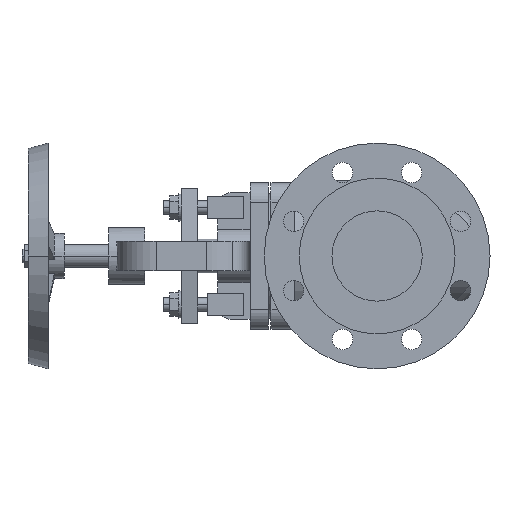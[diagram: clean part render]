
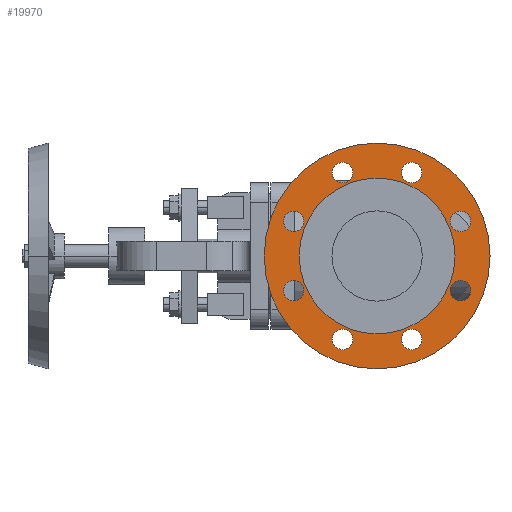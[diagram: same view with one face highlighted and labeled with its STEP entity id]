
A CAD part, left-side view. The second image highlights one B-rep face of the part: STEP entity #19970.
In plain terms, the highlighted planar face has unit normal (-1, 0, 0).
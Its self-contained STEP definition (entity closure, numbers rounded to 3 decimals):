
#9590=CARTESIAN_POINT('',(3.,0.,-100.));
#9600=VERTEX_POINT('',#9590);
#9630=CARTESIAN_POINT('',(3.,0.,0.));
#9640=DIRECTION('',(1.,0.,0.));
#9650=DIRECTION('',(0.,0.,-1.));
#9660=AXIS2_PLACEMENT_3D('',#9630,#9640,#9650);
#9670=CIRCLE('',#9660,100.);
#9680=CARTESIAN_POINT('',(3.,0.,100.));
#9690=VERTEX_POINT('',#9680);
#9700=EDGE_CURVE('',#9690,#9600,#9670,.T.);
#10010=CARTESIAN_POINT('',(3.,30.615,-64.91));
#10020=VERTEX_POINT('',#10010);
#10050=CARTESIAN_POINT('',(3.,30.615,-73.91));
#10060=DIRECTION('',(-1.,0.,0.));
#10070=DIRECTION('',(0.,0.,-1.));
#10080=AXIS2_PLACEMENT_3D('',#10050,#10060,#10070);
#10090=CIRCLE('',#10080,9.);
#10100=CARTESIAN_POINT('',(3.,30.615,-82.91));
#10110=VERTEX_POINT('',#10100);
#10120=EDGE_CURVE('',#10110,#10020,#10090,.T.);
#10430=CARTESIAN_POINT('',(3.,-30.615,-64.91));
#10440=VERTEX_POINT('',#10430);
#10600=CARTESIAN_POINT('',(3.,-30.615,-82.91));
#10610=VERTEX_POINT('',#10600);
#10640=CARTESIAN_POINT('',(3.,-30.615,-73.91));
#10650=DIRECTION('',(-1.,0.,0.));
#10660=DIRECTION('',(0.,0.,-1.));
#10670=AXIS2_PLACEMENT_3D('',#10640,#10650,#10660);
#10680=CIRCLE('',#10670,9.);
#10690=EDGE_CURVE('',#10440,#10610,#10680,.T.);
#10850=CARTESIAN_POINT('',(3.,73.91,-21.615));
#10860=VERTEX_POINT('',#10850);
#10890=CARTESIAN_POINT('',(3.,73.91,-30.615));
#10900=DIRECTION('',(-1.,0.,0.));
#10910=DIRECTION('',(0.,0.,-1.));
#10920=AXIS2_PLACEMENT_3D('',#10890,#10900,#10910);
#10930=CIRCLE('',#10920,9.);
#10940=CARTESIAN_POINT('',(3.,73.91,-39.615));
#10950=VERTEX_POINT('',#10940);
#10960=EDGE_CURVE('',#10950,#10860,#10930,.T.);
#11270=CARTESIAN_POINT('',(3.,-73.91,-21.615));
#11280=VERTEX_POINT('',#11270);
#11310=CARTESIAN_POINT('',(3.,-73.91,-30.615));
#11320=DIRECTION('',(-1.,0.,0.));
#11330=DIRECTION('',(0.,0.,-1.));
#11340=AXIS2_PLACEMENT_3D('',#11310,#11320,#11330);
#11350=CIRCLE('',#11340,9.);
#11360=CARTESIAN_POINT('',(3.,-73.91,-39.615));
#11370=VERTEX_POINT('',#11360);
#11380=EDGE_CURVE('',#11370,#11280,#11350,.T.);
#11690=CARTESIAN_POINT('',(3.,73.91,39.615));
#11700=VERTEX_POINT('',#11690);
#11730=CARTESIAN_POINT('',(3.,73.91,30.615));
#11740=DIRECTION('',(-1.,0.,0.));
#11750=DIRECTION('',(0.,0.,-1.));
#11760=AXIS2_PLACEMENT_3D('',#11730,#11740,#11750);
#11770=CIRCLE('',#11760,9.);
#11780=CARTESIAN_POINT('',(3.,73.91,21.615));
#11790=VERTEX_POINT('',#11780);
#11800=EDGE_CURVE('',#11790,#11700,#11770,.T.);
#12110=CARTESIAN_POINT('',(3.,-73.91,21.615));
#12120=VERTEX_POINT('',#12110);
#12280=CARTESIAN_POINT('',(3.,-73.91,39.615));
#12290=VERTEX_POINT('',#12280);
#12320=CARTESIAN_POINT('',(3.,-73.91,30.615));
#12330=DIRECTION('',(-1.,0.,0.));
#12340=DIRECTION('',(0.,0.,-1.));
#12350=AXIS2_PLACEMENT_3D('',#12320,#12330,#12340);
#12360=CIRCLE('',#12350,9.);
#12370=EDGE_CURVE('',#12120,#12290,#12360,.T.);
#12530=CARTESIAN_POINT('',(3.,30.615,64.91));
#12540=VERTEX_POINT('',#12530);
#12700=CARTESIAN_POINT('',(3.,30.615,82.91));
#12710=VERTEX_POINT('',#12700);
#12740=CARTESIAN_POINT('',(3.,30.615,73.91));
#12750=DIRECTION('',(-1.,0.,0.));
#12760=DIRECTION('',(0.,0.,-1.));
#12770=AXIS2_PLACEMENT_3D('',#12740,#12750,#12760);
#12780=CIRCLE('',#12770,9.);
#12790=EDGE_CURVE('',#12540,#12710,#12780,.T.);
#12950=CARTESIAN_POINT('',(3.,-30.615,82.91));
#12960=VERTEX_POINT('',#12950);
#12990=CARTESIAN_POINT('',(3.,-30.615,73.91));
#13000=DIRECTION('',(-1.,0.,0.));
#13010=DIRECTION('',(0.,0.,-1.));
#13020=AXIS2_PLACEMENT_3D('',#12990,#13000,#13010);
#13030=CIRCLE('',#13020,9.);
#13040=CARTESIAN_POINT('',(3.,-30.615,64.91));
#13050=VERTEX_POINT('',#13040);
#13060=EDGE_CURVE('',#13050,#12960,#13030,.T.);
#13370=CARTESIAN_POINT('',(3.,-69.,0.));
#13380=VERTEX_POINT('',#13370);
#13410=CARTESIAN_POINT('',(3.,0.,0.));
#13420=DIRECTION('',(-1.,0.,0.));
#13430=DIRECTION('',(0.,1.,0.));
#13440=AXIS2_PLACEMENT_3D('',#13410,#13420,#13430);
#13450=CIRCLE('',#13440,69.);
#13460=CARTESIAN_POINT('',(3.,69.,0.));
#13470=VERTEX_POINT('',#13460);
#13480=EDGE_CURVE('',#13470,#13380,#13450,.T.);
#19420=CARTESIAN_POINT('',(3.,84.5,0.));
#19430=DIRECTION('',(1.,0.,0.));
#19440=DIRECTION('',(0.,-1.,0.));
#19450=AXIS2_PLACEMENT_3D('',#19420,#19430,#19440);
#19460=PLANE('',#19450);
#19470=EDGE_CURVE('',#10020,#10110,#10090,.T.);
#19480=ORIENTED_EDGE('',*,*,#19470,.F.);
#19490=ORIENTED_EDGE('',*,*,#10120,.F.);
#19500=EDGE_LOOP('',(#19490,#19480));
#19510=FACE_BOUND('',#19500,.T.);
#19520=EDGE_CURVE('',#10610,#10440,#10680,.T.);
#19530=ORIENTED_EDGE('',*,*,#19520,.F.);
#19540=ORIENTED_EDGE('',*,*,#10690,.F.);
#19550=EDGE_LOOP('',(#19540,#19530));
#19560=FACE_BOUND('',#19550,.T.);
#19570=EDGE_CURVE('',#10860,#10950,#10930,.T.);
#19580=ORIENTED_EDGE('',*,*,#19570,.F.);
#19590=ORIENTED_EDGE('',*,*,#10960,.F.);
#19600=EDGE_LOOP('',(#19590,#19580));
#19610=FACE_BOUND('',#19600,.T.);
#19620=ORIENTED_EDGE('',*,*,#11380,.F.);
#19630=EDGE_CURVE('',#11280,#11370,#11350,.T.);
#19640=ORIENTED_EDGE('',*,*,#19630,.F.);
#19650=EDGE_LOOP('',(#19640,#19620));
#19660=FACE_BOUND('',#19650,.T.);
#19670=EDGE_CURVE('',#11700,#11790,#11770,.T.);
#19680=ORIENTED_EDGE('',*,*,#19670,.F.);
#19690=ORIENTED_EDGE('',*,*,#11800,.F.);
#19700=EDGE_LOOP('',(#19690,#19680));
#19710=FACE_BOUND('',#19700,.T.);
#19720=EDGE_CURVE('',#12290,#12120,#12360,.T.);
#19730=ORIENTED_EDGE('',*,*,#19720,.F.);
#19740=ORIENTED_EDGE('',*,*,#12370,.F.);
#19750=EDGE_LOOP('',(#19740,#19730));
#19760=FACE_BOUND('',#19750,.T.);
#19770=EDGE_CURVE('',#12710,#12540,#12780,.T.);
#19780=ORIENTED_EDGE('',*,*,#19770,.F.);
#19790=ORIENTED_EDGE('',*,*,#12790,.F.);
#19800=EDGE_LOOP('',(#19790,#19780));
#19810=FACE_BOUND('',#19800,.T.);
#19820=EDGE_CURVE('',#12960,#13050,#13030,.T.);
#19830=ORIENTED_EDGE('',*,*,#19820,.F.);
#19840=ORIENTED_EDGE('',*,*,#13060,.F.);
#19850=EDGE_LOOP('',(#19840,#19830));
#19860=FACE_BOUND('',#19850,.T.);
#19870=EDGE_CURVE('',#9600,#9690,#9670,.T.);
#19880=ORIENTED_EDGE('',*,*,#19870,.F.);
#19890=ORIENTED_EDGE('',*,*,#9700,.F.);
#19900=EDGE_LOOP('',(#19890,#19880));
#19910=FACE_OUTER_BOUND('',#19900,.T.);
#19920=ORIENTED_EDGE('',*,*,#13480,.F.);
#19930=EDGE_CURVE('',#13380,#13470,#13450,.T.);
#19940=ORIENTED_EDGE('',*,*,#19930,.F.);
#19950=EDGE_LOOP('',(#19940,#19920));
#19960=FACE_BOUND('',#19950,.T.);
#19970=ADVANCED_FACE('',(#19510,#19560,#19610,#19660,#19710,#19760,
#19810,#19860,#19910,#19960),#19460,.F.);
